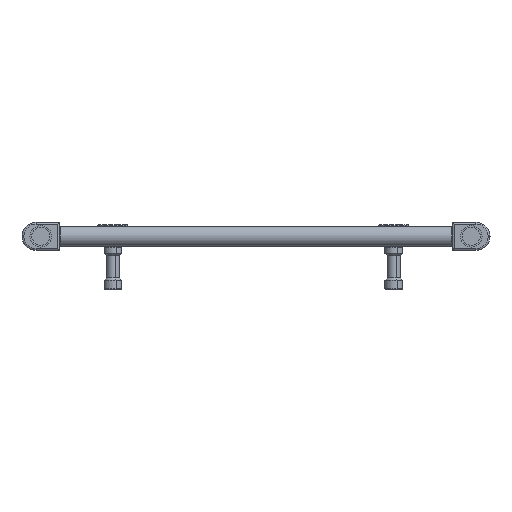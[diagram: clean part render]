
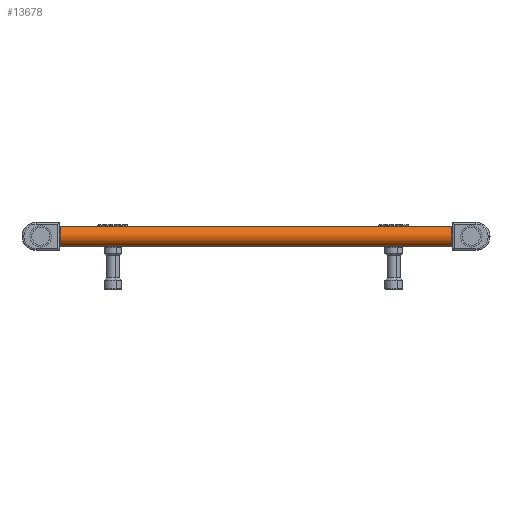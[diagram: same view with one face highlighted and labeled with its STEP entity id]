
A CAD part, front view. The second image highlights one B-rep face of the part: STEP entity #13678.
In plain terms, the highlighted cylindrical face has radius 11 mm (diameter 22 mm), a partial arc.
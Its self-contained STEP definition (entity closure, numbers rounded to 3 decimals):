
#176 = AXIS2_PLACEMENT_3D ( 'NONE', #11649, #4500, #2094 ) ;
#672 = DIRECTION ( 'NONE',  ( 0., 0., 1. ) ) ;
#1216 = DIRECTION ( 'NONE',  ( 0., 0., 1. ) ) ;
#1437 = CYLINDRICAL_SURFACE ( 'NONE', #4998, 11. ) ;
#1666 = EDGE_CURVE ( 'NONE', #7427, #12353, #2375, .T. ) ;
#2094 = DIRECTION ( 'NONE',  ( 0., 0., 1. ) ) ;
#2375 = LINE ( 'NONE', #9920, #4442 ) ;
#2757 = FACE_OUTER_BOUND ( 'NONE', #9561, .T. ) ;
#2932 = CARTESIAN_POINT ( 'NONE',  ( 209., -360., 11. ) ) ;
#3654 = ORIENTED_EDGE ( 'NONE', *, *, #6343, .T. ) ;
#3693 = ORIENTED_EDGE ( 'NONE', *, *, #11297, .F. ) ;
#4442 = VECTOR ( 'NONE', #7695, 1000. ) ;
#4479 = CARTESIAN_POINT ( 'NONE',  ( 250.002, -360., -11. ) ) ;
#4500 = DIRECTION ( 'NONE',  ( 1., 0., 0. ) ) ;
#4998 = AXIS2_PLACEMENT_3D ( 'NONE', #9963, #12048, #672 ) ;
#5406 = VERTEX_POINT ( 'NONE', #8148 ) ;
#5571 = LINE ( 'NONE', #4479, #7037 ) ;
#5706 = DIRECTION ( 'NONE',  ( -1., 0., 0. ) ) ;
#5916 = CIRCLE ( 'NONE', #176, 11. ) ;
#6316 = ORIENTED_EDGE ( 'NONE', *, *, #10279, .T. ) ;
#6343 = EDGE_CURVE ( 'NONE', #9200, #7427, #10212, .T. ) ;
#7037 = VECTOR ( 'NONE', #5706, 1000. ) ;
#7427 = VERTEX_POINT ( 'NONE', #2932 ) ;
#7695 = DIRECTION ( 'NONE',  ( -1., 0., 0. ) ) ;
#7767 = AXIS2_PLACEMENT_3D ( 'NONE', #10582, #10728, #1216 ) ;
#8148 = CARTESIAN_POINT ( 'NONE',  ( -209., -360., -11. ) ) ;
#9117 = CARTESIAN_POINT ( 'NONE',  ( 209., -360., -11. ) ) ;
#9200 = VERTEX_POINT ( 'NONE', #9117 ) ;
#9216 = ORIENTED_EDGE ( 'NONE', *, *, #1666, .T. ) ;
#9561 = EDGE_LOOP ( 'NONE', ( #3693, #3654, #9216, #6316 ) ) ;
#9920 = CARTESIAN_POINT ( 'NONE',  ( 250.002, -360., 11. ) ) ;
#9963 = CARTESIAN_POINT ( 'NONE',  ( 250.002, -360., 0. ) ) ;
#10212 = CIRCLE ( 'NONE', #7767, 11. ) ;
#10279 = EDGE_CURVE ( 'NONE', #12353, #5406, #5916, .T. ) ;
#10582 = CARTESIAN_POINT ( 'NONE',  ( 209., -360., 0. ) ) ;
#10728 = DIRECTION ( 'NONE',  ( -1., 0., 0. ) ) ;
#11297 = EDGE_CURVE ( 'NONE', #9200, #5406, #5571, .T. ) ;
#11649 = CARTESIAN_POINT ( 'NONE',  ( -209., -360., 0. ) ) ;
#12048 = DIRECTION ( 'NONE',  ( -1., 0., 0. ) ) ;
#12259 = CARTESIAN_POINT ( 'NONE',  ( -209., -360., 11. ) ) ;
#12353 = VERTEX_POINT ( 'NONE', #12259 ) ;
#13678 = ADVANCED_FACE ( 'NONE', ( #2757 ), #1437, .T. ) ;
